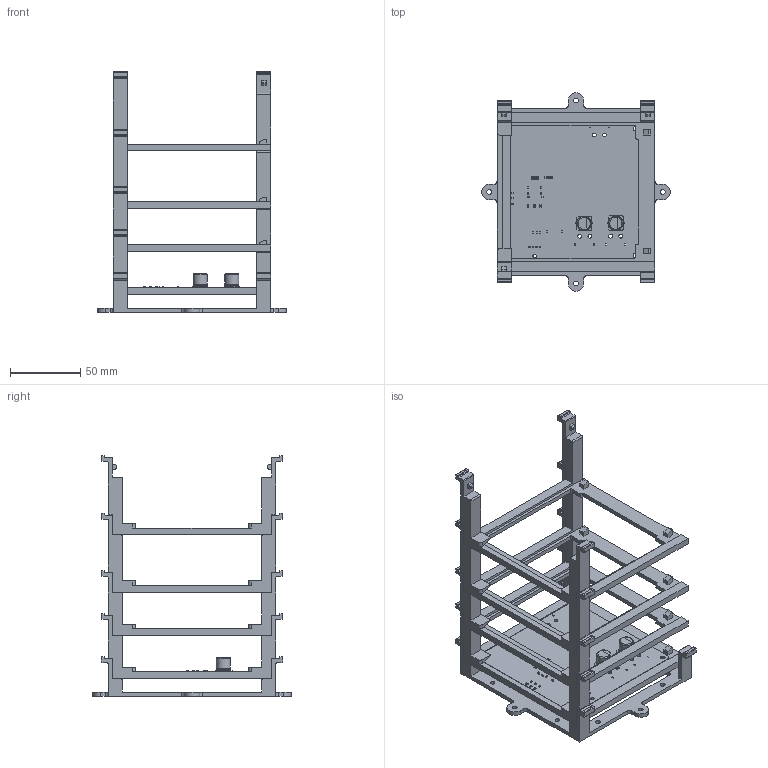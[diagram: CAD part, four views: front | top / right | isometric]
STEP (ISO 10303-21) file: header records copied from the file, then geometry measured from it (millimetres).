
FILE_DESCRIPTION(/* description */ ('Unknown'),/* implementation_level */ '2;1');
FILE_NAME(/* name */ 'kairotower',/* time_stamp */ '2024-06-18T21:34:25+09:00',/* author */ ('Unknown'),/* organization */ ('Unknown'),/* preprocessor_version */ 'ST-DEVELOPER v19.4',/* originating_system */ 'Solid Edge',/* authorisation */ 'Unknown');
FILE_SCHEMA (('AUTOMOTIVE_DESIGN {1 0 10303 214 3 1 1}'));
Length unit declared in the file: millimetre
Products named in the file (16): kairotower; sou1; AltairMD_V7; R_0603_1608Metric; SOLID_0; CP_Elec_10x10; SOLID; D_0603_1608Metric; SOLID_1; LED_0603_1608Metric; SOLID_2; C_0603_1608Metric; SOLID_3; AltairMD_V7 PCB; soko1; sou2
Assembly tree (42 placements, depth 4):
  kairotower
    sou1  x2
    AltairMD_V7
      R_0603_1608Metric  x14
        SOLID_0
      CP_Elec_10x10  x2
        SOLID
      D_0603_1608Metric  x2
        SOLID_1
      LED_0603_1608Metric  x3
        SOLID_2
      C_0603_1608Metric  x9
        SOLID_3
      AltairMD_V7 PCB
    soko1
    sou2  x2
Bounding box: 134.25 x 141 x 171 mm (x, y, z)
Volume: 141991.1 mm3; surface area: 107878.8 mm2
Topology: 36 solids, 36 shells, 1902 faces, 5186 edges, 3418 vertices
Faces by surface type: plane 1341, cylinder 547, torus 14
Full cylindrical faces by diameter (mm): 0.95 x4, 2.7 x6, 3 x4, 3.2 x4, 3.5 x8, 10 x4
Entity records: 29758 total; most frequent: CARTESIAN_POINT 5155, ORIENTED_EDGE 4834, DIRECTION 4641, EDGE_CURVE 2417, LINE 1951, VECTOR 1951, VERTEX_POINT 1609, AXIS2_PLACEMENT_3D 1345
